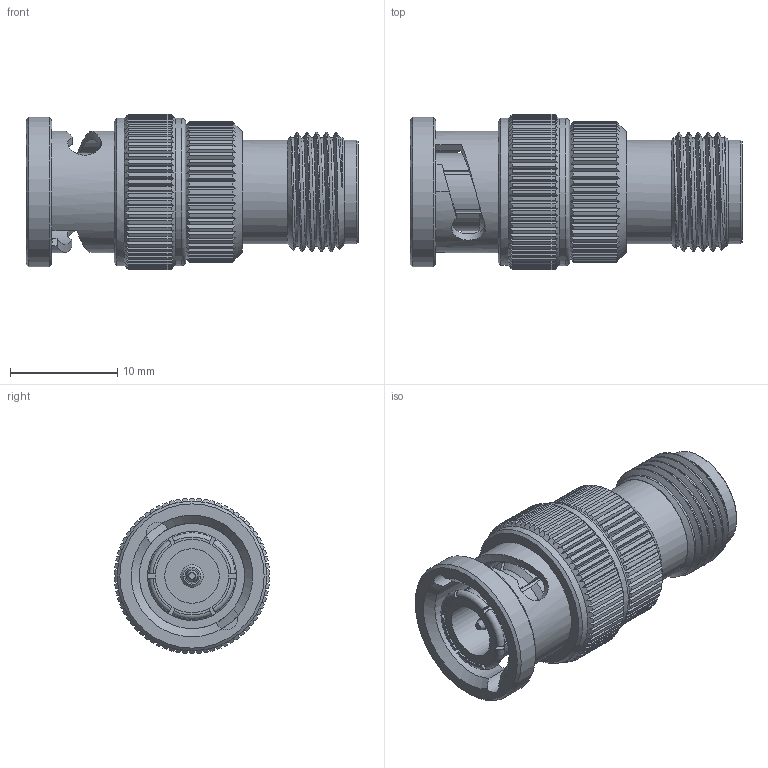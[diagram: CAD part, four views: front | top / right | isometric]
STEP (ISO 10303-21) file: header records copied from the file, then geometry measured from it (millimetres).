
FILE_DESCRIPTION (( 'STEP AP203' ), '1' );
FILE_NAME ('PE91087 ¦ SM3403.step', '2020-04-08T22:21:14', ( '' ), ( '' ), 'SwSTEP 2.0', 'SolidWorks 2018', '' );
FILE_SCHEMA (( 'CONFIG_CONTROL_DESIGN' ));
Length unit declared in the file: inch
Products named in the file (1): PE91087 ｦ SM3403
Bounding box: 30.99 x 14.5 x 14.5 mm (x, y, z)
Volume: 2730.6 mm3; surface area: 2818.5 mm2
Topology: 1 solids, 1 shells, 541 faces, 1550 edges, 1022 vertices
Faces by surface type: plane 317, cylinder 169, cone 29, bspline 19, torus 7
Full cylindrical faces by diameter (mm): 1.321 x1, 1.346 x1, 1.854 x1, 2.134 x1, 4.572 x1, 5.08 x1, 8.296 x1, 9.652 x2, 9.83 x1, 11.317 x1, 12.44 x1, 12.694 x1, 13.738 x2, 13.97 x1
Entity records: 20187 total; most frequent: CARTESIAN_POINT 7202, ORIENTED_EDGE 2982, DIRECTION 2306, EDGE_CURVE 1491, VERTEX_POINT 999, AXIS2_PLACEMENT_3D 906, B_SPLINE_CURVE_WITH_KNOTS 599, EDGE_LOOP 586
